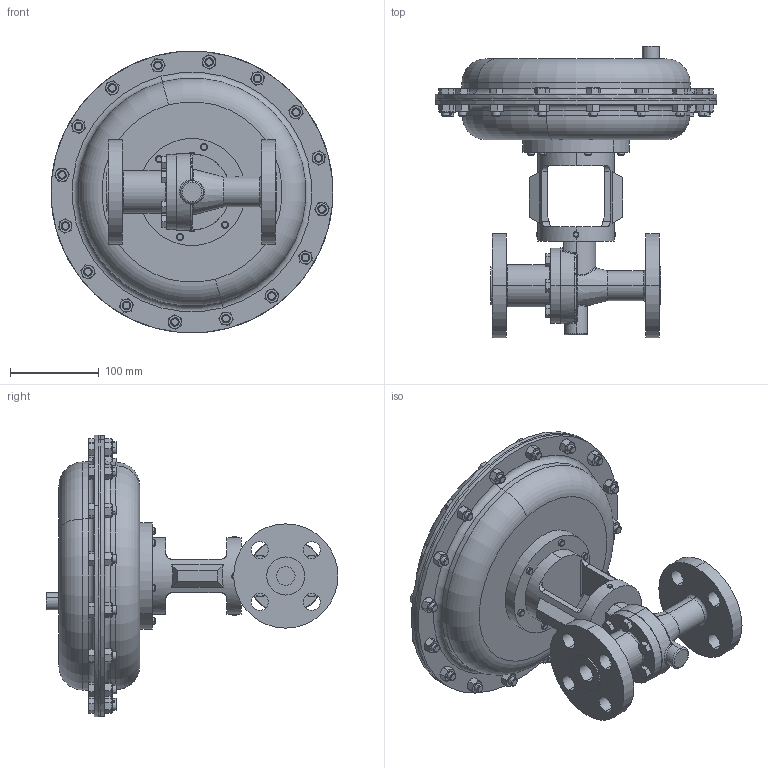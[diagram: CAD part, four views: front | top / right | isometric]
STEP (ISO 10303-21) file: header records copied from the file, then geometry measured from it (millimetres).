
FILE_DESCRIPTION (( 'STEP AP203' ), '1' );
FILE_NAME ('70-075-CS+S6-I3-55M.step', '2017-10-19T19:47:31', ( '' ), ( '' ), 'SwSTEP 2.0', 'SolidWorks 2014', '' );
FILE_SCHEMA (( 'CONFIG_CONTROL_DESIGN' ));
Length unit declared in the file: inch
Products named in the file (1): 70-075-CS+S6-I3-55M
Bounding box: 317.5 x 328.55 x 317.5 mm (x, y, z)
Volume: 5915897.2 mm3; surface area: 361460.5 mm2
Topology: 1 solids, 1 shells, 884 faces, 1986 edges, 1180 vertices
Faces by surface type: cone 380, plane 333, cylinder 126, torus 30, bspline 11, sphere 4
Entity records: 28350 total; most frequent: CARTESIAN_POINT 9574, ORIENTED_EDGE 3972, DIRECTION 3710, EDGE_CURVE 1986, AXIS2_PLACEMENT_3D 1556, VERTEX_POINT 1180, EDGE_LOOP 978, FACE_OUTER_BOUND 884
